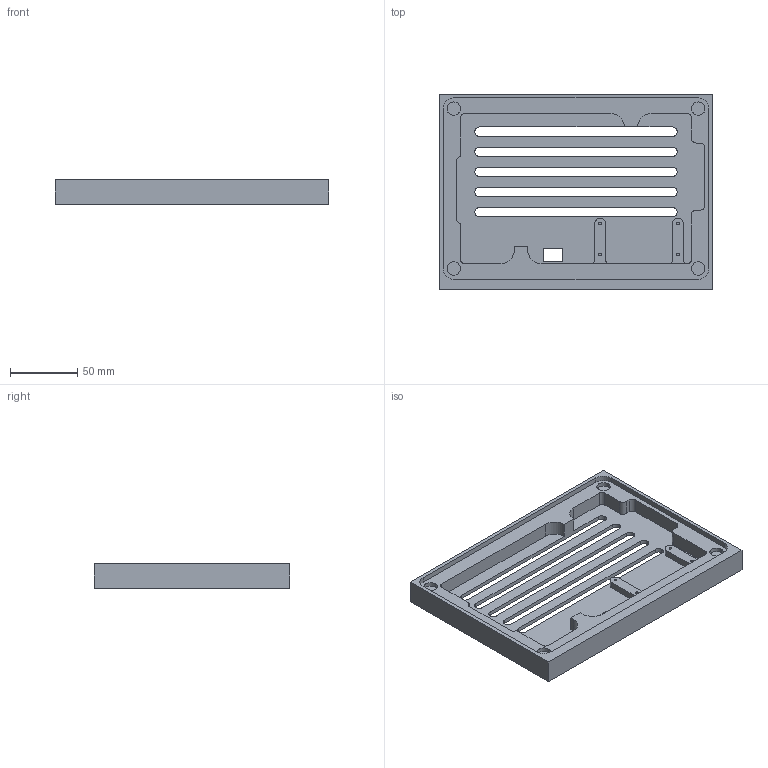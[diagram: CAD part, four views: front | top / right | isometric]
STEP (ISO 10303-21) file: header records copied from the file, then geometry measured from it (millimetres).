
FILE_DESCRIPTION (( 'STEP AP214' ), '1' );
FILE_NAME ('Rückseite.STEP', '2019-11-09T11:07:54', ( '' ), ( '' ), 'SwSTEP 2.0', 'SolidWorks 2019', '' );
FILE_SCHEMA (( 'AUTOMOTIVE_DESIGN' ));
Length unit declared in the file: millimetre
Products named in the file (1): Rückseite
Bounding box: 204 x 146 x 18 mm (x, y, z)
Volume: 198529.5 mm3; surface area: 76669.5 mm2
Topology: 1 solids, 1 shells, 111 faces, 299 edges, 199 vertices
Faces by surface type: plane 56, cylinder 55
Entity records: 3573 total; most frequent: DIRECTION 633, CARTESIAN_POINT 610, ORIENTED_EDGE 598, EDGE_CURVE 299, AXIS2_PLACEMENT_3D 222, VERTEX_POINT 199, VECTOR 189, LINE 189
